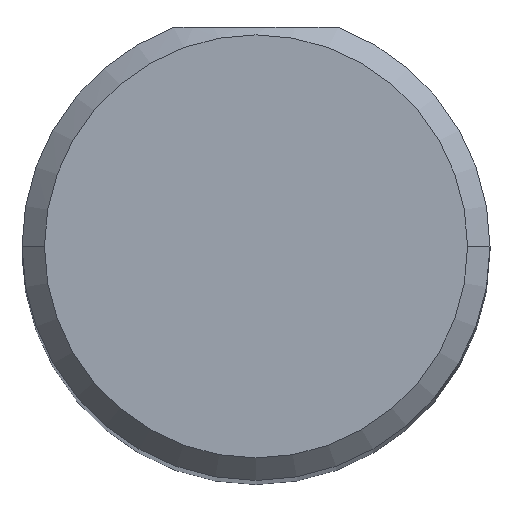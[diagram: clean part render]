
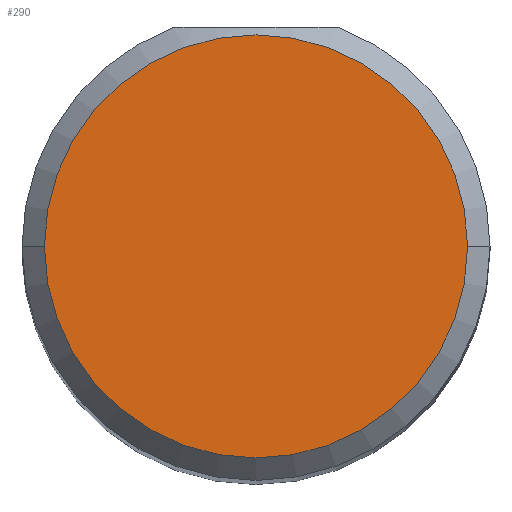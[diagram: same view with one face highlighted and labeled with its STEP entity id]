
A CAD part, top view. The second image highlights one B-rep face of the part: STEP entity #290.
In plain terms, the highlighted planar face has unit normal (0, 0, 1).
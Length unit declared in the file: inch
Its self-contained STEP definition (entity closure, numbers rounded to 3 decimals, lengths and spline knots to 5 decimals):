
#11 = AXIS2_PLACEMENT_3D ( 'NONE', #19, #412, #494 ) ;
#19 = CARTESIAN_POINT ( 'NONE',  ( 0.625, 0., 2.5 ) ) ;
#27 = VERTEX_POINT ( 'NONE', #468 ) ;
#28 = DIRECTION ( 'NONE',  ( -1., 0., 0. ) ) ;
#63 = CARTESIAN_POINT ( 'NONE',  ( 0.76625, 0., 2.5 ) ) ;
#93 = EDGE_CURVE ( 'NONE', #27, #240, #357, .T. ) ;
#122 = ORIENTED_EDGE ( 'NONE', *, *, #93, .F. ) ;
#177 = DIRECTION ( 'NONE',  ( -1., 0., 0. ) ) ;
#195 = EDGE_CURVE ( 'NONE', #240, #27, #508, .T. ) ;
#239 = CARTESIAN_POINT ( 'NONE',  ( 0.625, 0., 2.5 ) ) ;
#240 = VERTEX_POINT ( 'NONE', #63 ) ;
#290 = ADVANCED_FACE ( 'NONE', ( #514 ), #462, .T. ) ;
#323 = DIRECTION ( 'NONE',  ( 0., 0., 1. ) ) ;
#332 = EDGE_LOOP ( 'NONE', ( #474, #122 ) ) ;
#357 = CIRCLE ( 'NONE', #392, 0.14125 ) ;
#392 = AXIS2_PLACEMENT_3D ( 'NONE', #445, #484, #177 ) ;
#412 = DIRECTION ( 'NONE',  ( 0., 0., -1. ) ) ;
#445 = CARTESIAN_POINT ( 'NONE',  ( 0.625, 0., 2.5 ) ) ;
#462 = PLANE ( 'NONE',  #469 ) ;
#468 = CARTESIAN_POINT ( 'NONE',  ( 0.48375, 0., 2.5 ) ) ;
#469 = AXIS2_PLACEMENT_3D ( 'NONE', #239, #323, #28 ) ;
#474 = ORIENTED_EDGE ( 'NONE', *, *, #195, .F. ) ;
#484 = DIRECTION ( 'NONE',  ( 0., 0., -1. ) ) ;
#494 = DIRECTION ( 'NONE',  ( -1., 0., 0. ) ) ;
#508 = CIRCLE ( 'NONE', #11, 0.14125 ) ;
#514 = FACE_OUTER_BOUND ( 'NONE', #332, .T. ) ;
